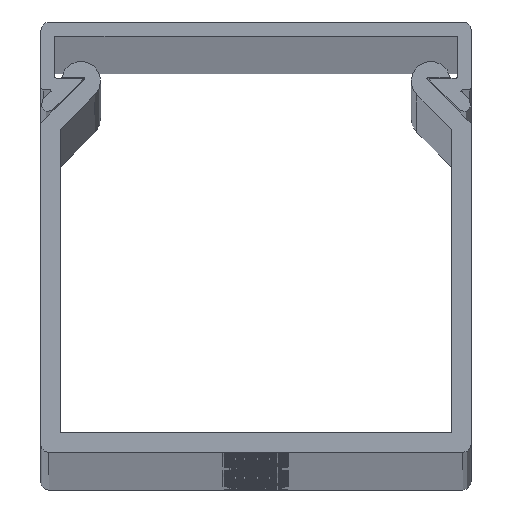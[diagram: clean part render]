
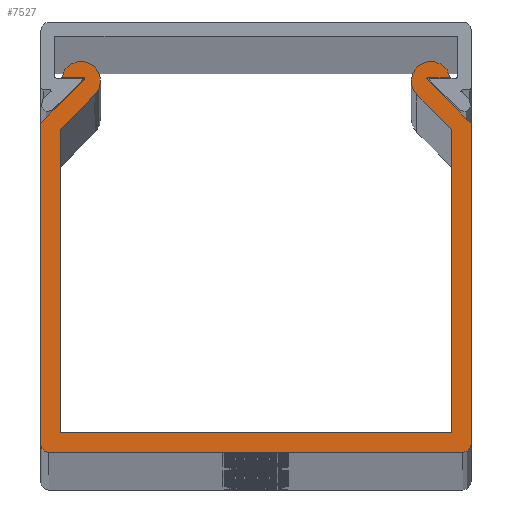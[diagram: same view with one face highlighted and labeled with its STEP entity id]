
A CAD part, top view. The second image highlights one B-rep face of the part: STEP entity #7527.
In plain terms, the highlighted planar face has unit normal (0, 0, 1).
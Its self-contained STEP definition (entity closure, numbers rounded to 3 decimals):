
#345=PLANE('',#8234);
#697=FACE_OUTER_BOUND('',#1219,.T.);
#1219=EDGE_LOOP('',(#6825,#6826,#6827,#6828,#6829,#6830,#6831,#6832,#6833,
#6834,#6835,#6836,#6837,#6838,#6839,#6840,#6841,#6842));
#1883=LINE('',#12354,#2611);
#1886=LINE('',#12360,#2614);
#1890=LINE('',#12372,#2618);
#1894=LINE('',#12384,#2622);
#1897=LINE('',#12390,#2625);
#1900=LINE('',#12396,#2628);
#1903=LINE('',#12402,#2631);
#1906=LINE('',#12408,#2634);
#1910=LINE('',#12420,#2638);
#1914=LINE('',#12432,#2642);
#1917=LINE('',#12438,#2645);
#1921=LINE('',#12450,#2649);
#2611=VECTOR('',#10190,10.);
#2614=VECTOR('',#10195,10.);
#2618=VECTOR('',#10207,10.);
#2622=VECTOR('',#10219,10.);
#2625=VECTOR('',#10224,10.);
#2628=VECTOR('',#10229,10.);
#2631=VECTOR('',#10234,10.);
#2634=VECTOR('',#10239,10.);
#2638=VECTOR('',#10251,10.);
#2642=VECTOR('',#10263,10.);
#2645=VECTOR('',#10268,10.);
#2649=VECTOR('',#10280,10.);
#3022=CIRCLE('',#8208,0.1);
#3024=CIRCLE('',#8212,1.822);
#3026=CIRCLE('',#8220,1.822);
#3028=CIRCLE('',#8224,0.1);
#3030=CIRCLE('',#8229,0.75);
#3032=CIRCLE('',#8233,0.75);
#3691=VERTEX_POINT('',#12351);
#3692=VERTEX_POINT('',#12353);
#3694=VERTEX_POINT('',#12359);
#3696=VERTEX_POINT('',#12365);
#3698=VERTEX_POINT('',#12371);
#3700=VERTEX_POINT('',#12377);
#3702=VERTEX_POINT('',#12383);
#3704=VERTEX_POINT('',#12389);
#3706=VERTEX_POINT('',#12395);
#3708=VERTEX_POINT('',#12401);
#3710=VERTEX_POINT('',#12407);
#3712=VERTEX_POINT('',#12413);
#3714=VERTEX_POINT('',#12419);
#3716=VERTEX_POINT('',#12425);
#3718=VERTEX_POINT('',#12431);
#3720=VERTEX_POINT('',#12437);
#3722=VERTEX_POINT('',#12443);
#3724=VERTEX_POINT('',#12449);
#4727=EDGE_CURVE('',#3692,#3691,#1883,.T.);
#4730=EDGE_CURVE('',#3694,#3692,#1886,.T.);
#4733=EDGE_CURVE('',#3696,#3694,#3022,.T.);
#4736=EDGE_CURVE('',#3698,#3696,#1890,.T.);
#4739=EDGE_CURVE('',#3700,#3698,#3024,.T.);
#4742=EDGE_CURVE('',#3702,#3700,#1894,.T.);
#4745=EDGE_CURVE('',#3704,#3702,#1897,.T.);
#4748=EDGE_CURVE('',#3706,#3704,#1900,.T.);
#4751=EDGE_CURVE('',#3708,#3706,#1903,.T.);
#4754=EDGE_CURVE('',#3710,#3708,#1906,.T.);
#4757=EDGE_CURVE('',#3712,#3710,#3026,.T.);
#4760=EDGE_CURVE('',#3714,#3712,#1910,.T.);
#4763=EDGE_CURVE('',#3716,#3714,#3028,.T.);
#4766=EDGE_CURVE('',#3718,#3716,#1914,.T.);
#4769=EDGE_CURVE('',#3720,#3718,#1917,.T.);
#4772=EDGE_CURVE('',#3722,#3720,#3030,.T.);
#4775=EDGE_CURVE('',#3724,#3722,#1921,.T.);
#4778=EDGE_CURVE('',#3691,#3724,#3032,.T.);
#6825=ORIENTED_EDGE('',*,*,#4778,.T.);
#6826=ORIENTED_EDGE('',*,*,#4775,.T.);
#6827=ORIENTED_EDGE('',*,*,#4772,.T.);
#6828=ORIENTED_EDGE('',*,*,#4769,.T.);
#6829=ORIENTED_EDGE('',*,*,#4766,.T.);
#6830=ORIENTED_EDGE('',*,*,#4763,.T.);
#6831=ORIENTED_EDGE('',*,*,#4760,.T.);
#6832=ORIENTED_EDGE('',*,*,#4757,.T.);
#6833=ORIENTED_EDGE('',*,*,#4754,.T.);
#6834=ORIENTED_EDGE('',*,*,#4751,.T.);
#6835=ORIENTED_EDGE('',*,*,#4748,.T.);
#6836=ORIENTED_EDGE('',*,*,#4745,.T.);
#6837=ORIENTED_EDGE('',*,*,#4742,.T.);
#6838=ORIENTED_EDGE('',*,*,#4739,.T.);
#6839=ORIENTED_EDGE('',*,*,#4736,.T.);
#6840=ORIENTED_EDGE('',*,*,#4733,.T.);
#6841=ORIENTED_EDGE('',*,*,#4730,.T.);
#6842=ORIENTED_EDGE('',*,*,#4727,.T.);
#7527=ADVANCED_FACE('',(#697),#345,.T.);
#8208=AXIS2_PLACEMENT_3D('',#12366,#10201,#10202);
#8212=AXIS2_PLACEMENT_3D('',#12378,#10213,#10214);
#8220=AXIS2_PLACEMENT_3D('',#12414,#10245,#10246);
#8224=AXIS2_PLACEMENT_3D('',#12426,#10257,#10258);
#8229=AXIS2_PLACEMENT_3D('',#12444,#10274,#10275);
#8233=AXIS2_PLACEMENT_3D('',#12454,#10286,#10287);
#8234=AXIS2_PLACEMENT_3D('',#12455,#10288,#10289);
#10190=DIRECTION('',(0.,-1.,0.));
#10195=DIRECTION('',(-0.707,-0.707,0.));
#10201=DIRECTION('center_axis',(0.,0.,-1.));
#10202=DIRECTION('ref_axis',(0.707,-0.707,0.));
#10207=DIRECTION('',(1.,-0.001,0.));
#10213=DIRECTION('center_axis',(0.,0.,1.));
#10214=DIRECTION('ref_axis',(0.707,-0.707,0.));
#10219=DIRECTION('',(0.707,0.707,0.));
#10224=DIRECTION('',(0.,1.,0.));
#10229=DIRECTION('',(-1.,0.,0.));
#10234=DIRECTION('',(0.,-1.,0.));
#10239=DIRECTION('',(0.707,-0.707,0.));
#10245=DIRECTION('center_axis',(0.,0.,1.));
#10246=DIRECTION('ref_axis',(0.983,0.182,0.));
#10251=DIRECTION('',(1.,0.001,0.));
#10257=DIRECTION('center_axis',(0.,0.,-1.));
#10258=DIRECTION('ref_axis',(-0.001,1.,0.));
#10263=DIRECTION('',(-0.707,0.707,0.));
#10268=DIRECTION('',(0.,1.,0.));
#10274=DIRECTION('center_axis',(0.,0.,1.));
#10275=DIRECTION('ref_axis',(0.,-1.,0.));
#10280=DIRECTION('',(1.,0.,0.));
#10286=DIRECTION('center_axis',(0.,0.,1.));
#10287=DIRECTION('ref_axis',(-1.,0.,0.));
#10288=DIRECTION('center_axis',(0.,0.,1.));
#10289=DIRECTION('ref_axis',(1.,0.,0.));
#12351=CARTESIAN_POINT('',(0.,0.75,1999.488));
#12353=CARTESIAN_POINT('',(0.,30.5,1999.488));
#12354=CARTESIAN_POINT('',(0.,0.75,1999.488));
#12359=CARTESIAN_POINT('',(4.072,34.572,1999.488));
#12360=CARTESIAN_POINT('',(0.,30.5,1999.488));
#12365=CARTESIAN_POINT('',(4.002,34.743,1999.488));
#12366=CARTESIAN_POINT('Origin',(4.002,34.643,1999.488));
#12371=CARTESIAN_POINT('',(1.943,34.745,1999.488));
#12372=CARTESIAN_POINT('',(4.002,34.743,1999.488));
#12377=CARTESIAN_POINT('',(5.022,33.126,1999.488));
#12378=CARTESIAN_POINT('Origin',(3.734,34.414,1999.488));
#12383=CARTESIAN_POINT('',(1.8,29.904,1999.488));
#12384=CARTESIAN_POINT('',(1.8,29.904,1999.488));
#12389=CARTESIAN_POINT('',(1.8,1.8,1999.488));
#12390=CARTESIAN_POINT('',(1.8,1.8,1999.488));
#12395=CARTESIAN_POINT('',(38.08,1.8,1999.488));
#12396=CARTESIAN_POINT('',(1.8,1.8,1999.488));
#12401=CARTESIAN_POINT('',(38.08,29.904,1999.488));
#12402=CARTESIAN_POINT('',(38.08,1.8,1999.488));
#12407=CARTESIAN_POINT('',(34.858,33.126,1999.488));
#12408=CARTESIAN_POINT('',(38.08,29.904,1999.488));
#12413=CARTESIAN_POINT('',(37.937,34.745,1999.488));
#12414=CARTESIAN_POINT('Origin',(36.146,34.414,1999.488));
#12419=CARTESIAN_POINT('',(35.878,34.743,1999.488));
#12420=CARTESIAN_POINT('',(35.878,34.743,1999.488));
#12425=CARTESIAN_POINT('',(35.808,34.572,1999.488));
#12426=CARTESIAN_POINT('Origin',(35.878,34.643,1999.488));
#12431=CARTESIAN_POINT('',(39.88,30.5,1999.488));
#12432=CARTESIAN_POINT('',(39.88,30.5,1999.488));
#12437=CARTESIAN_POINT('',(39.88,0.75,1999.488));
#12438=CARTESIAN_POINT('',(39.88,0.75,1999.488));
#12443=CARTESIAN_POINT('',(39.13,0.,1999.488));
#12444=CARTESIAN_POINT('Origin',(39.13,0.75,1999.488));
#12449=CARTESIAN_POINT('',(0.75,0.,1999.488));
#12450=CARTESIAN_POINT('',(0.75,0.,1999.488));
#12454=CARTESIAN_POINT('Origin',(0.75,0.75,1999.488));
#12455=CARTESIAN_POINT('Origin',(19.94,18.118,1999.488));
